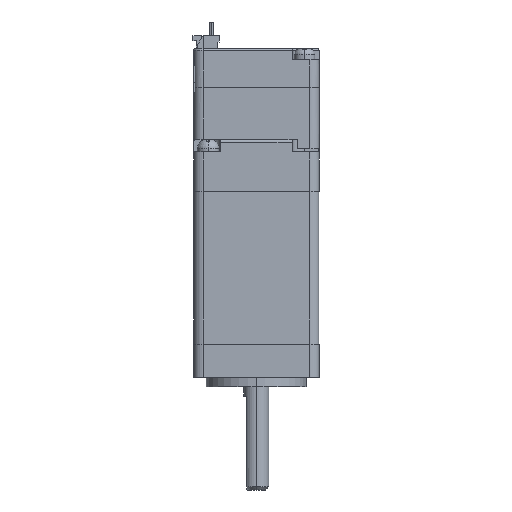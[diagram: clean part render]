
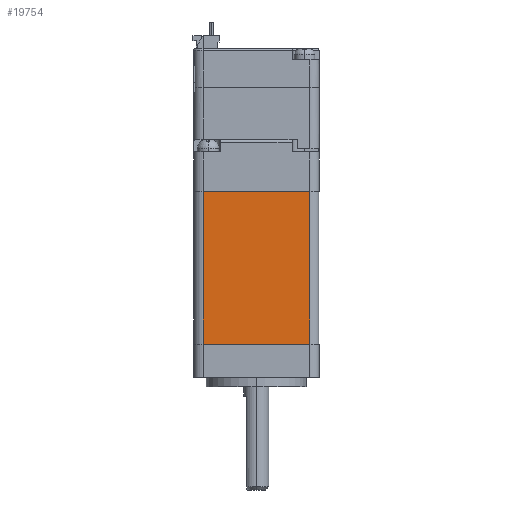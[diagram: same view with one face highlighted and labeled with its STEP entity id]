
A CAD part, left-side view. The second image highlights one B-rep face of the part: STEP entity #19754.
In plain terms, the highlighted face is planar.
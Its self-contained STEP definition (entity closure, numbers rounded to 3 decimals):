
#264 = ORIENTED_EDGE ( 'NONE', *, *, #4585, .T. ) ;
#2244 = DIRECTION ( 'NONE',  ( 0., 0., 1. ) ) ;
#4585 = EDGE_CURVE ( 'NONE', #52440, #28734, #17413, .T. ) ;
#5679 = DIRECTION ( 'NONE',  ( 0., 1., 0. ) ) ;
#7527 = EDGE_CURVE ( 'NONE', #28734, #46842, #46945, .T. ) ;
#7538 = VECTOR ( 'NONE', #2244, 1000. ) ;
#10953 = LINE ( 'NONE', #47082, #33569 ) ;
#11848 = ORIENTED_EDGE ( 'NONE', *, *, #37493, .F. ) ;
#13544 = DIRECTION ( 'NONE',  ( 0., 1., 0. ) ) ;
#14585 = LINE ( 'NONE', #46278, #54852 ) ;
#15675 = EDGE_CURVE ( 'NONE', #52440, #45280, #10953, .T. ) ;
#15838 = CARTESIAN_POINT ( 'NONE',  ( 9.995, 8.495, -20.267 ) ) ;
#17413 = LINE ( 'NONE', #30753, #38392 ) ;
#19754 = ADVANCED_FACE ( 'NONE', ( #53396 ), #48939, .T. ) ;
#20061 = ORIENTED_EDGE ( 'NONE', *, *, #7527, .T. ) ;
#24698 = CARTESIAN_POINT ( 'NONE',  ( 9.995, 8.495, 32.7 ) ) ;
#28734 = VERTEX_POINT ( 'NONE', #58080 ) ;
#30753 = CARTESIAN_POINT ( 'NONE',  ( 9.995, 8.495, 8.3 ) ) ;
#33327 = CARTESIAN_POINT ( 'NONE',  ( 9.995, -8.495, 32.7 ) ) ;
#33569 = VECTOR ( 'NONE', #56543, 1000. ) ;
#36496 = DIRECTION ( 'NONE',  ( 1., 0., 0. ) ) ;
#37493 = EDGE_CURVE ( 'NONE', #45280, #46842, #14585, .T. ) ;
#38392 = VECTOR ( 'NONE', #13544, 1000. ) ;
#45280 = VERTEX_POINT ( 'NONE', #33327 ) ;
#46147 = ORIENTED_EDGE ( 'NONE', *, *, #15675, .F. ) ;
#46278 = CARTESIAN_POINT ( 'NONE',  ( 9.995, 8.495, 32.7 ) ) ;
#46842 = VERTEX_POINT ( 'NONE', #24698 ) ;
#46945 = LINE ( 'NONE', #15838, #7538 ) ;
#47082 = CARTESIAN_POINT ( 'NONE',  ( 9.995, -8.495, -20.267 ) ) ;
#48109 = AXIS2_PLACEMENT_3D ( 'NONE', #54268, #36496, #5679 ) ;
#48939 = PLANE ( 'NONE',  #48109 ) ;
#50749 = DIRECTION ( 'NONE',  ( 0., 1., 0. ) ) ;
#51066 = EDGE_LOOP ( 'NONE', ( #264, #20061, #11848, #46147 ) ) ;
#52440 = VERTEX_POINT ( 'NONE', #56266 ) ;
#53396 = FACE_OUTER_BOUND ( 'NONE', #51066, .T. ) ;
#54268 = CARTESIAN_POINT ( 'NONE',  ( 9.995, 8.495, -20.267 ) ) ;
#54852 = VECTOR ( 'NONE', #50749, 1000. ) ;
#56266 = CARTESIAN_POINT ( 'NONE',  ( 9.995, -8.495, 8.3 ) ) ;
#56543 = DIRECTION ( 'NONE',  ( 0., 0., 1. ) ) ;
#58080 = CARTESIAN_POINT ( 'NONE',  ( 9.995, 8.495, 8.3 ) ) ;
